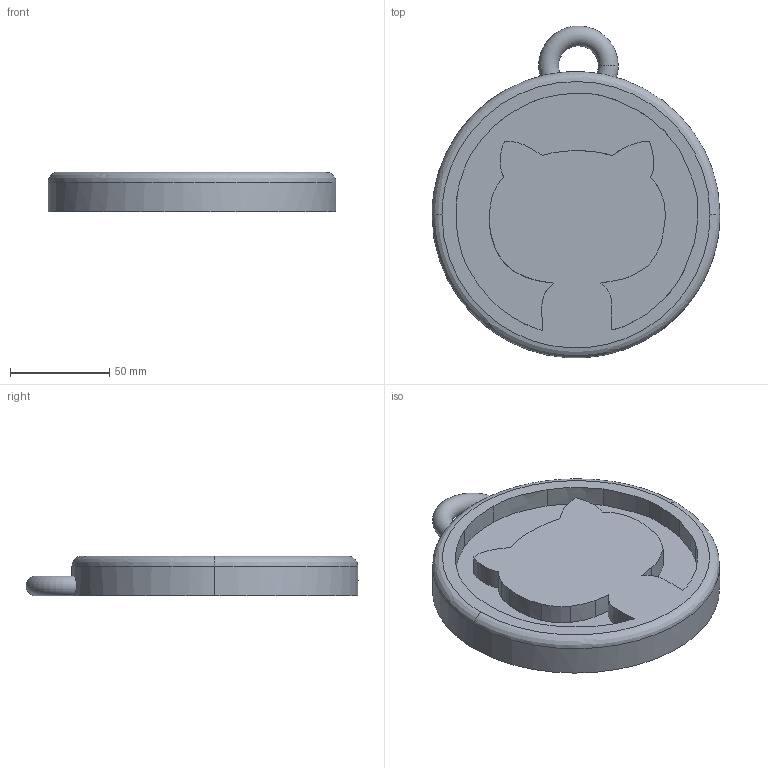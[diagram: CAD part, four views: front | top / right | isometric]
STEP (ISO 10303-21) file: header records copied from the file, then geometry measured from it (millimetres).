
FILE_DESCRIPTION(('FreeCAD Model'),'2;1');
FILE_NAME('logo-GitHub.step','2015-03-01T18:08:47' ,('FreeCAD'),('FreeCAD'),'Open CASCADE STEP processor 6.6','FreeCAD', 'Unknown');
FILE_SCHEMA(('AUTOMOTIVE_DESIGN_CC2 { 1 2 10303 214 -1 1 5 4 }'));
Length unit declared in the file: millimetre
Products named in the file (1): Fusion001
Bounding box: 144.74 x 166.89 x 20 mm (x, y, z)
Volume: 274377 mm3; surface area: 49025.8 mm2
Topology: 1 solids, 1 shells, 52 faces, 150 edges, 99 vertices
Faces by surface type: extrusion 45, plane 3, bspline 2, torus 2
Entity records: 10573 total; most frequent: CARTESIAN_POINT 7967, DIRECTION 300, ORIENTED_EDGE 300, PCURVE 300, DEFINITIONAL_REPRESENTATION 300, VECTOR 282, B_SPLINE_CURVE_WITH_KNOTS 239, LINE 237
